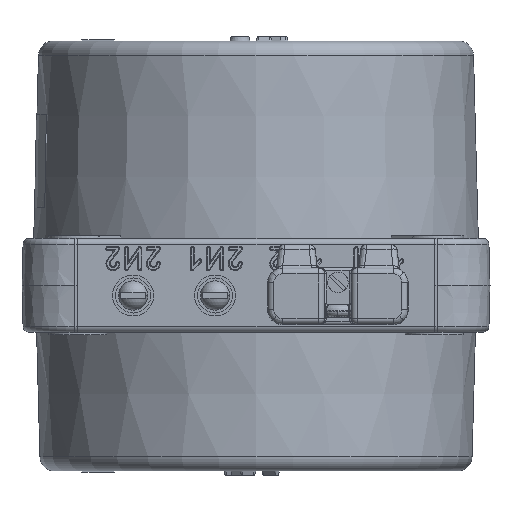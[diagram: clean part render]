
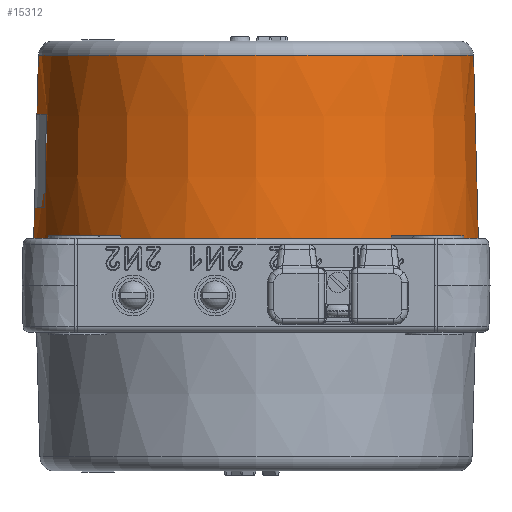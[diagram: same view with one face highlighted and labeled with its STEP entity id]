
A CAD part, front view. The second image highlights one B-rep face of the part: STEP entity #15312.
In plain terms, the highlighted conical face has half-angle 1.5 degrees and reference radius 76 mm.
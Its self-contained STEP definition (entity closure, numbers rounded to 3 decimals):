
#133 = ORIENTED_EDGE ( 'NONE', *, *, #15110, .T. ) ;
#153 = ORIENTED_EDGE ( 'NONE', *, *, #15137, .T. ) ;
#157 = ORIENTED_EDGE ( 'NONE', *, *, #15100, .F. ) ;
#158 = ORIENTED_EDGE ( 'NONE', *, *, #15139, .T. ) ;
#169 = ORIENTED_EDGE ( 'NONE', *, *, #15103, .T. ) ;
#174 = ORIENTED_EDGE ( 'NONE', *, *, #15140, .F. ) ;
#182 = ORIENTED_EDGE ( 'NONE', *, *, #15107, .T. ) ;
#183 = ORIENTED_EDGE ( 'NONE', *, *, #15123, .T. ) ;
#184 = ORIENTED_EDGE ( 'NONE', *, *, #15114, .F. ) ;
#217 = ORIENTED_EDGE ( 'NONE', *, *, #15122, .T. ) ;
#240 = ORIENTED_EDGE ( 'NONE', *, *, #15154, .T. ) ;
#252 = ORIENTED_EDGE ( 'NONE', *, *, #15126, .F. ) ;
#1404 = B_SPLINE_CURVE_WITH_KNOTS ( 'NONE', 3,
 ( #7022, #7019, #7029, #7023 ),
 .UNSPECIFIED., .F., .F.,
 ( 4, 4 ),
 ( 0., 0.001 ),
 .UNSPECIFIED. ) ;
#1407 = B_SPLINE_CURVE_WITH_KNOTS ( 'NONE', 3,
 ( #7065, #7079, #7077, #7088 ),
 .UNSPECIFIED., .F., .F.,
 ( 4, 4 ),
 ( 0., 0.001 ),
 .UNSPECIFIED. ) ;
#1408 = B_SPLINE_CURVE_WITH_KNOTS ( 'NONE', 3,
 ( #6984, #6967, #6990, #6980 ),
 .UNSPECIFIED., .F., .F.,
 ( 4, 4 ),
 ( 0., 0.001 ),
 .UNSPECIFIED. ) ;
#1410 = B_SPLINE_CURVE_WITH_KNOTS ( 'NONE', 3,
 ( #6969, #6978, #6991, #7002 ),
 .UNSPECIFIED., .F., .F.,
 ( 4, 4 ),
 ( 0., 0.001 ),
 .UNSPECIFIED. ) ;
#3141 = EDGE_LOOP ( 'NONE', ( #153, #240, #184, #158, #133, #183, #174, #169, #217, #182, #252, #157 ) ) ;
#6025 = CARTESIAN_POINT ( 'NONE',  ( 46.197, -60.315, 7.5 ) ) ;
#6027 = CARTESIAN_POINT ( 'NONE',  ( -76., 0., 6.5 ) ) ;
#6028 = CARTESIAN_POINT ( 'NONE',  ( -46.216, -60.333, 6.5 ) ) ;
#6030 = CARTESIAN_POINT ( 'NONE',  ( -46.197, -60.315, 7.5 ) ) ;
#6033 = CARTESIAN_POINT ( 'NONE',  ( -60.333, -46.216, 6.5 ) ) ;
#6034 = CARTESIAN_POINT ( 'NONE',  ( -74.36, 0., 69.131 ) ) ;
#6035 = CARTESIAN_POINT ( 'NONE',  ( 74.36, 0., 69.131 ) ) ;
#6050 = CARTESIAN_POINT ( 'NONE',  ( -60.315, -46.197, 7.5 ) ) ;
#6055 = CARTESIAN_POINT ( 'NONE',  ( 60.315, -46.197, 7.5 ) ) ;
#6056 = CARTESIAN_POINT ( 'NONE',  ( 76., 0., 6.5 ) ) ;
#6058 = CARTESIAN_POINT ( 'NONE',  ( 46.216, -60.333, 6.5 ) ) ;
#6069 = CARTESIAN_POINT ( 'NONE',  ( 60.333, -46.216, 6.5 ) ) ;
#6967 = CARTESIAN_POINT ( 'NONE',  ( 46.21, -60.327, 6.833 ) ) ;
#6969 = CARTESIAN_POINT ( 'NONE',  ( 60.315, -46.197, 7.5 ) ) ;
#6972 = CARTESIAN_POINT ( 'NONE',  ( 0., 0., 7.5 ) ) ;
#6978 = CARTESIAN_POINT ( 'NONE',  ( 60.321, -46.203, 7.167 ) ) ;
#6980 = CARTESIAN_POINT ( 'NONE',  ( 46.197, -60.315, 7.5 ) ) ;
#6983 = DIRECTION ( 'NONE',  ( -1., 0., 0. ) ) ;
#6984 = CARTESIAN_POINT ( 'NONE',  ( 46.216, -60.333, 6.5 ) ) ;
#6990 = CARTESIAN_POINT ( 'NONE',  ( 46.203, -60.321, 7.167 ) ) ;
#6991 = CARTESIAN_POINT ( 'NONE',  ( 60.327, -46.21, 6.833 ) ) ;
#6993 = DIRECTION ( 'NONE',  ( 0., 0., -1. ) ) ;
#6996 = CARTESIAN_POINT ( 'NONE',  ( 0., 0., 6.5 ) ) ;
#6999 = CARTESIAN_POINT ( 'NONE',  ( 76., 0., 6.5 ) ) ;
#7000 = DIRECTION ( 'NONE',  ( 0.026, 0., -1. ) ) ;
#7002 = CARTESIAN_POINT ( 'NONE',  ( 60.333, -46.216, 6.5 ) ) ;
#7005 = DIRECTION ( 'NONE',  ( 0., 0., 1. ) ) ;
#7006 = DIRECTION ( 'NONE',  ( 1., 0., 0. ) ) ;
#7019 = CARTESIAN_POINT ( 'NONE',  ( -46.203, -60.321, 7.167 ) ) ;
#7022 = CARTESIAN_POINT ( 'NONE',  ( -46.197, -60.315, 7.5 ) ) ;
#7023 = CARTESIAN_POINT ( 'NONE',  ( -46.216, -60.333, 6.5 ) ) ;
#7025 = CARTESIAN_POINT ( 'NONE',  ( 0., 0., 6.5 ) ) ;
#7029 = CARTESIAN_POINT ( 'NONE',  ( -46.21, -60.327, 6.833 ) ) ;
#7040 = DIRECTION ( 'NONE',  ( 1., 0., 0. ) ) ;
#7054 = CARTESIAN_POINT ( 'NONE',  ( 0., 0., 7.5 ) ) ;
#7056 = DIRECTION ( 'NONE',  ( 0., 0., -1. ) ) ;
#7057 = DIRECTION ( 'NONE',  ( -1., 0., 0. ) ) ;
#7058 = DIRECTION ( 'NONE',  ( 0., 0., 1. ) ) ;
#7064 = DIRECTION ( 'NONE',  ( 0., 0., -1. ) ) ;
#7065 = CARTESIAN_POINT ( 'NONE',  ( -60.333, -46.216, 6.5 ) ) ;
#7071 = DIRECTION ( 'NONE',  ( -1., 0., 0. ) ) ;
#7073 = CARTESIAN_POINT ( 'NONE',  ( 0., 0., 69.131 ) ) ;
#7075 = CARTESIAN_POINT ( 'NONE',  ( 0., 0., 6.5 ) ) ;
#7077 = CARTESIAN_POINT ( 'NONE',  ( -60.321, -46.203, 7.167 ) ) ;
#7079 = CARTESIAN_POINT ( 'NONE',  ( -60.327, -46.21, 6.833 ) ) ;
#7082 = DIRECTION ( 'NONE',  ( 0., 0., -1. ) ) ;
#7088 = CARTESIAN_POINT ( 'NONE',  ( -60.315, -46.197, 7.5 ) ) ;
#7091 = DIRECTION ( 'NONE',  ( -1., 0., 0. ) ) ;
#7147 = CARTESIAN_POINT ( 'NONE',  ( -76., 0., 6.5 ) ) ;
#7148 = DIRECTION ( 'NONE',  ( -0.026, 0., -1. ) ) ;
#7903 = LINE ( 'NONE', #6999, #7918 ) ;
#7909 = CIRCLE ( 'NONE', #16584, 75.974 ) ;
#7916 = CIRCLE ( 'NONE', #16562, 76. ) ;
#7918 = VECTOR ( 'NONE', #7000, 1000. ) ;
#7941 = CIRCLE ( 'NONE', #16627, 74.36 ) ;
#7944 = LINE ( 'NONE', #7147, #7961 ) ;
#7947 = CIRCLE ( 'NONE', #16553, 75.974 ) ;
#7961 = VECTOR ( 'NONE', #7148, 1000. ) ;
#7976 = CIRCLE ( 'NONE', #16632, 76. ) ;
#7979 = CIRCLE ( 'NONE', #16625, 76. ) ;
#8208 = FACE_OUTER_BOUND ( 'NONE', #3141, .T. ) ;
#8224 = CONICAL_SURFACE ( 'NONE', #10243, 76., 0.026 ) ;
#8566 = VERTEX_POINT ( 'NONE', #6056 ) ;
#8567 = VERTEX_POINT ( 'NONE', #6050 ) ;
#8571 = VERTEX_POINT ( 'NONE', #6069 ) ;
#8572 = VERTEX_POINT ( 'NONE', #6058 ) ;
#8573 = VERTEX_POINT ( 'NONE', #6055 ) ;
#8574 = VERTEX_POINT ( 'NONE', #6035 ) ;
#8576 = VERTEX_POINT ( 'NONE', #6030 ) ;
#8583 = VERTEX_POINT ( 'NONE', #6033 ) ;
#8589 = VERTEX_POINT ( 'NONE', #6025 ) ;
#8592 = VERTEX_POINT ( 'NONE', #6027 ) ;
#8593 = VERTEX_POINT ( 'NONE', #6028 ) ;
#8594 = VERTEX_POINT ( 'NONE', #6034 ) ;
#8877 = CARTESIAN_POINT ( 'NONE',  ( 0., 0., 6.5 ) ) ;
#8886 = DIRECTION ( 'NONE',  ( 0., 0., -1. ) ) ;
#8889 = DIRECTION ( 'NONE',  ( 1., 0., 0. ) ) ;
#10243 = AXIS2_PLACEMENT_3D ( 'NONE', #8877, #8886, #8889 ) ;
#15100 = EDGE_CURVE ( 'NONE', #8574, #8566, #7903, .T. ) ;
#15103 = EDGE_CURVE ( 'NONE', #8572, #8589, #1408, .T. ) ;
#15107 = EDGE_CURVE ( 'NONE', #8573, #8571, #1410, .T. ) ;
#15110 = EDGE_CURVE ( 'NONE', #8567, #8576, #7909, .T. ) ;
#15114 = EDGE_CURVE ( 'NONE', #8583, #8592, #7916, .T. ) ;
#15122 = EDGE_CURVE ( 'NONE', #8589, #8573, #7947, .T. ) ;
#15123 = EDGE_CURVE ( 'NONE', #8576, #8593, #1404, .T. ) ;
#15126 = EDGE_CURVE ( 'NONE', #8566, #8571, #7976, .T. ) ;
#15137 = EDGE_CURVE ( 'NONE', #8574, #8594, #7941, .T. ) ;
#15139 = EDGE_CURVE ( 'NONE', #8583, #8567, #1407, .T. ) ;
#15140 = EDGE_CURVE ( 'NONE', #8572, #8593, #7979, .T. ) ;
#15154 = EDGE_CURVE ( 'NONE', #8594, #8592, #7944, .T. ) ;
#15312 = ADVANCED_FACE ( 'NONE', ( #8208 ), #8224, .T. ) ;
#16553 = AXIS2_PLACEMENT_3D ( 'NONE', #7054, #7058, #7040 ) ;
#16562 = AXIS2_PLACEMENT_3D ( 'NONE', #6996, #6993, #6983 ) ;
#16584 = AXIS2_PLACEMENT_3D ( 'NONE', #6972, #7005, #7006 ) ;
#16625 = AXIS2_PLACEMENT_3D ( 'NONE', #7075, #7064, #7071 ) ;
#16627 = AXIS2_PLACEMENT_3D ( 'NONE', #7073, #7082, #7091 ) ;
#16632 = AXIS2_PLACEMENT_3D ( 'NONE', #7025, #7056, #7057 ) ;
